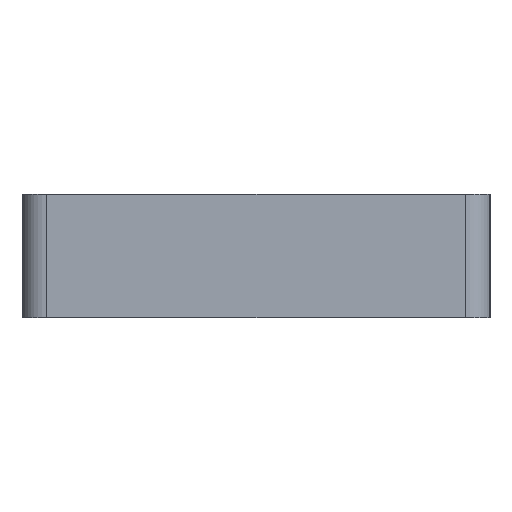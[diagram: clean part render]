
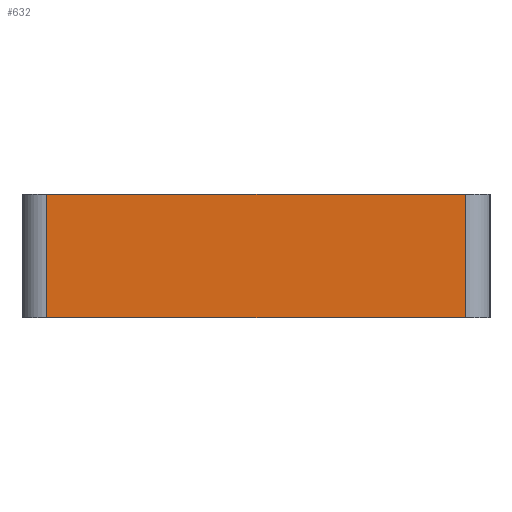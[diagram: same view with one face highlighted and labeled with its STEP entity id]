
A CAD part, left-side view. The second image highlights one B-rep face of the part: STEP entity #632.
In plain terms, the highlighted planar face has unit normal (-1, 0, 0).
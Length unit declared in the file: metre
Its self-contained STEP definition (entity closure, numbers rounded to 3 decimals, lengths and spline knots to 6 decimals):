
#84=ORIENTED_EDGE('',*,*,#271,.F.);
#85=ORIENTED_EDGE('',*,*,#272,.F.);
#86=ORIENTED_EDGE('',*,*,#273,.T.);
#87=ORIENTED_EDGE('',*,*,#269,.T.);
#269=EDGE_CURVE('',#361,#360,#424,.T.);
#271=EDGE_CURVE('',#362,#360,#425,.T.);
#272=EDGE_CURVE('',#363,#362,#426,.T.);
#273=EDGE_CURVE('',#363,#361,#427,.T.);
#360=VERTEX_POINT('',#973);
#361=VERTEX_POINT('',#975);
#362=VERTEX_POINT('',#979);
#363=VERTEX_POINT('',#981);
#424=LINE('',#974,#488);
#425=LINE('',#978,#489);
#426=LINE('',#980,#490);
#427=LINE('',#982,#491);
#488=VECTOR('',#775,1.);
#489=VECTOR('',#780,1.);
#490=VECTOR('',#781,1.);
#491=VECTOR('',#782,1.);
#546=EDGE_LOOP('',(#84,#85,#86,#87));
#580=FACE_BOUND('',#546,.T.);
#611=PLANE('',#685);
#632=ADVANCED_FACE('',(#580),#611,.T.);
#685=AXIS2_PLACEMENT_3D('',#977,#778,#779);
#775=DIRECTION('',(0.,0.,-1.));
#778=DIRECTION('',(-1.,0.,0.));
#779=DIRECTION('',(0.,0.,1.));
#780=DIRECTION('',(0.,1.,0.));
#781=DIRECTION('',(0.,0.,-1.));
#782=DIRECTION('',(0.,1.,0.));
#973=CARTESIAN_POINT('',(-0.0315,0.0085,0.));
#974=CARTESIAN_POINT('',(-0.0315,0.0085,0.005));
#975=CARTESIAN_POINT('',(-0.0315,0.0085,0.005));
#977=CARTESIAN_POINT('',(-0.0315,0.,0.005));
#978=CARTESIAN_POINT('',(-0.0315,0.,0.));
#979=CARTESIAN_POINT('',(-0.0315,-0.0085,0.));
#980=CARTESIAN_POINT('',(-0.0315,-0.0085,0.005));
#981=CARTESIAN_POINT('',(-0.0315,-0.0085,0.005));
#982=CARTESIAN_POINT('',(-0.0315,0.,0.005));
